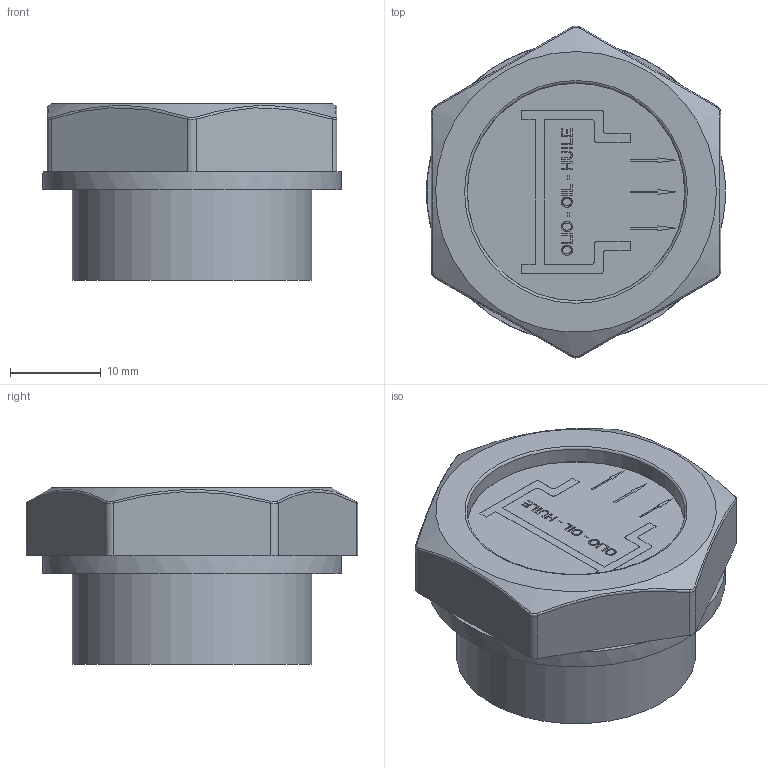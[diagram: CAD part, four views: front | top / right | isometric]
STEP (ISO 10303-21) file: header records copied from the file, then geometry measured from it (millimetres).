
FILE_DESCRIPTION( ( 'Unknown' ), '1' );
FILE_NAME( '6312012_TSO6.stp', 'Unknown', ( 'Unknown' ), ( 'Unknown' ), 'PSStep 14.0', 'Unknown', ' ' );
FILE_SCHEMA( ( 'AUTOMOTIVE_DESIGN { 1 0 10303 214 1 1 1 1 }' ) );
Length unit declared in the file: millimetre
Products named in the file (1): 6312525_TO6
Bounding box: 33 x 36.64 x 19.5 mm (x, y, z)
Volume: 9415.3 mm3; surface area: 4528.7 mm2
Topology: 1 solids, 1 shells, 191 faces, 467 edges, 303 vertices
Faces by surface type: plane 151, cylinder 19, bspline 12, extrusion 6, torus 2, cone 1
Full cylindrical faces by diameter (mm): 17.5 x1, 24 x1, 24.1 x1, 26.441 x1, 33 x1
Entity records: 8922 total; most frequent: CARTESIAN_POINT 3282, ORIENTED_EDGE 900, DIRECTION 694, EDGE_CURVE 450, VERTEX_POINT 300, AXIS2_PLACEMENT_3D 232, EDGE_LOOP 230, VECTOR 230
